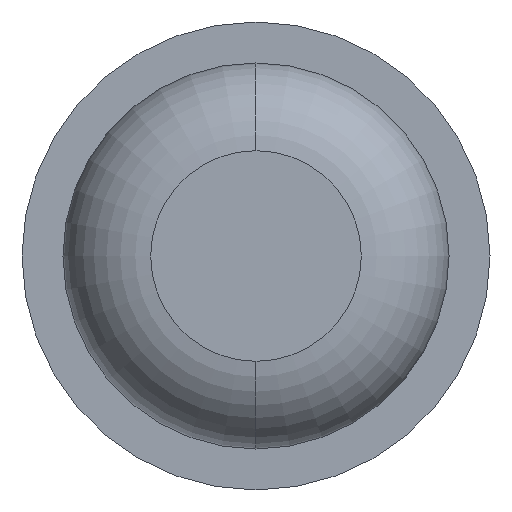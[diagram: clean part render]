
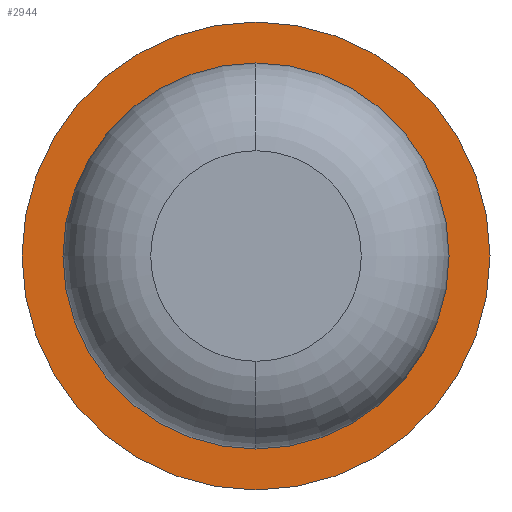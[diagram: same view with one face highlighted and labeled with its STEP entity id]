
A CAD part, front view. The second image highlights one B-rep face of the part: STEP entity #2944.
In plain terms, the highlighted planar face has unit normal (0, -1, 0).
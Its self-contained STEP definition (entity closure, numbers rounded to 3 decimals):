
#117 = CARTESIAN_POINT ( 'NONE',  ( 1., -3., 0. ) ) ;
#187 = ORIENTED_EDGE ( 'NONE', *, *, #3978, .T. ) ;
#227 = DIRECTION ( 'NONE',  ( 0., 1., 0. ) ) ;
#260 = CIRCLE ( 'NONE', #670, 1. ) ;
#470 = DIRECTION ( 'NONE',  ( -1., 0., 0. ) ) ;
#541 = DIRECTION ( 'NONE',  ( -1., 0., 0. ) ) ;
#542 = ORIENTED_EDGE ( 'NONE', *, *, #2456, .T. ) ;
#670 = AXIS2_PLACEMENT_3D ( 'NONE', #3019, #2755, #3942 ) ;
#755 = CARTESIAN_POINT ( 'NONE',  ( 0., -3., 0.825 ) ) ;
#885 = DIRECTION ( 'NONE',  ( 0., 1., 0. ) ) ;
#1155 = VERTEX_POINT ( 'NONE', #755 ) ;
#1325 = EDGE_CURVE ( 'Defeature ausgef�hrt1_1+Defeature ausgef�hrt1_2+Defeature ausgef�hrt1_2+Defeature ausgef�hrt1_2', #1972, #1778, #260, .T. ) ;
#1327 = CIRCLE ( 'NONE', #1797, 0.825 ) ;
#1345 = FACE_BOUND ( 'NONE', #1408, .T. ) ;
#1408 = EDGE_LOOP ( 'NONE', ( #187, #542 ) ) ;
#1504 = DIRECTION ( 'NONE',  ( 0., 1., 0. ) ) ;
#1535 = DIRECTION ( 'NONE',  ( -1., 0., 0. ) ) ;
#1566 = CARTESIAN_POINT ( 'NONE',  ( 0., -3., -0.825 ) ) ;
#1660 = AXIS2_PLACEMENT_3D ( 'NONE', #1783, #227, #541 ) ;
#1778 = VERTEX_POINT ( 'NONE', #117 ) ;
#1783 = CARTESIAN_POINT ( 'NONE',  ( 0., -3., 0. ) ) ;
#1796 = DIRECTION ( 'NONE',  ( -1., 0., 0. ) ) ;
#1797 = AXIS2_PLACEMENT_3D ( 'NONE', #3653, #2378, #470 ) ;
#1827 = AXIS2_PLACEMENT_3D ( 'NONE', #3649, #1504, #1796 ) ;
#1951 = FACE_OUTER_BOUND ( 'NONE', #3645, .T. ) ;
#1972 = VERTEX_POINT ( 'NONE', #3387 ) ;
#2378 = DIRECTION ( 'NONE',  ( 0., 1., 0. ) ) ;
#2456 = EDGE_CURVE ( 'Defeature ausgef�hrt1_2+Defeature ausgef�hrt1_4+Defeature ausgef�hrt1_4+Defeature ausgef�hrt1_4', #2528, #1155, #3238, .T. ) ;
#2488 = CARTESIAN_POINT ( 'NONE',  ( 0., -3., 0. ) ) ;
#2528 = VERTEX_POINT ( 'NONE', #1566 ) ;
#2755 = DIRECTION ( 'NONE',  ( 0., 1., 0. ) ) ;
#2944 = ADVANCED_FACE ( 'Defeature ausgef�hrt1_2', ( #1951, #1345 ), #3306, .F. ) ;
#3019 = CARTESIAN_POINT ( 'NONE',  ( 0., -3., 0. ) ) ;
#3024 = ORIENTED_EDGE ( 'NONE', *, *, #1325, .F. ) ;
#3120 = EDGE_CURVE ( 'Defeature ausgef�hrt1_1+Defeature ausgef�hrt1_2+Defeature ausgef�hrt1_2+Defeature ausgef�hrt1_2', #1778, #1972, #3676, .T. ) ;
#3164 = AXIS2_PLACEMENT_3D ( 'NONE', #2488, #885, #1535 ) ;
#3238 = CIRCLE ( 'NONE', #1660, 0.825 ) ;
#3306 = PLANE ( 'NONE',  #1827 ) ;
#3387 = CARTESIAN_POINT ( 'NONE',  ( -1., -3., 0. ) ) ;
#3645 = EDGE_LOOP ( 'NONE', ( #3024, #3937 ) ) ;
#3649 = CARTESIAN_POINT ( 'NONE',  ( 0.825, -3., 0. ) ) ;
#3653 = CARTESIAN_POINT ( 'NONE',  ( 0., -3., 0. ) ) ;
#3676 = CIRCLE ( 'NONE', #3164, 1. ) ;
#3937 = ORIENTED_EDGE ( 'NONE', *, *, #3120, .F. ) ;
#3942 = DIRECTION ( 'NONE',  ( -1., 0., 0. ) ) ;
#3978 = EDGE_CURVE ( 'Defeature ausgef�hrt1_2+Defeature ausgef�hrt1_4+Defeature ausgef�hrt1_4+Defeature ausgef�hrt1_4', #1155, #2528, #1327, .T. ) ;
